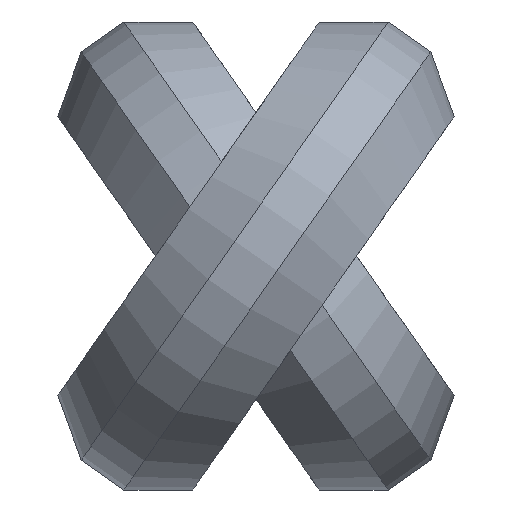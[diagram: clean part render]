
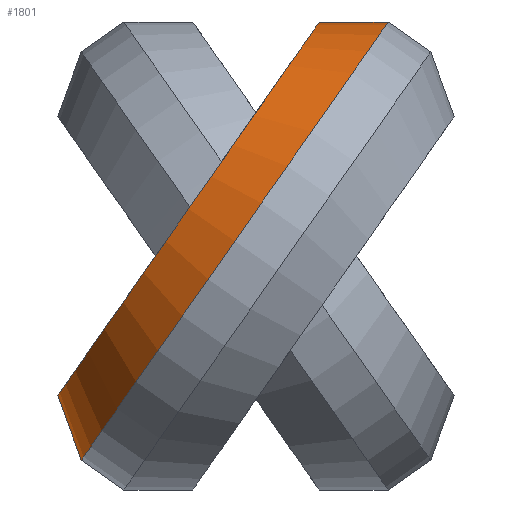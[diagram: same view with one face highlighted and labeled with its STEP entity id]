
A CAD part, left-side view. The second image highlights one B-rep face of the part: STEP entity #1801.
In plain terms, the highlighted face is a revolution surface.
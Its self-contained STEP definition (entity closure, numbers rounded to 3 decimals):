
#1742 = VERTEX_POINT('',#1743);
#1743 = CARTESIAN_POINT('',(-38.5,8.49,
    -9.926));
#1772 = EDGE_CURVE('',#1742,#1773,#1775,.T.);
#1773 = VERTEX_POINT('',#1774);
#1774 = CARTESIAN_POINT('',(-38.5,-6.423,
    11.372));
#1775 = CIRCLE('',#1776,13.);
#1776 = AXIS2_PLACEMENT_3D('',#1777,#1778,#1779);
#1777 = CARTESIAN_POINT('',(-38.5,1.033,0.723));
#1778 = DIRECTION('',(0.,0.819,0.574)
  );
#1779 = DIRECTION('',(-1.,0.,0.));
#1801 = ADVANCED_FACE('',(#1802),#1828,.F.);
#1802 = FACE_BOUND('',#1803,.F.);
#1803 = EDGE_LOOP('',(#1804,#1815,#1821,#1822));
#1804 = ORIENTED_EDGE('',*,*,#1805,.T.);
#1805 = EDGE_CURVE('',#1806,#1808,#1810,.T.);
#1806 = VERTEX_POINT('',#1807);
#1807 = CARTESIAN_POINT('',(-38.5,9.633,
    -6.784));
#1808 = VERTEX_POINT('',#1809);
#1809 = CARTESIAN_POINT('',(-38.5,-3.08,
    11.372));
#1810 = CIRCLE('',#1811,11.082);
#1811 = AXIS2_PLACEMENT_3D('',#1812,#1813,#1814);
#1812 = CARTESIAN_POINT('',(-38.5,3.277,2.294));
#1813 = DIRECTION('',(0.,0.819,0.574)
  );
#1814 = DIRECTION('',(-1.,0.,0.));
#1815 = ORIENTED_EDGE('',*,*,#1816,.T.);
#1816 = EDGE_CURVE('',#1808,#1773,#1817,.T.);
#1817 = LINE('',#1818,#1819);
#1818 = CARTESIAN_POINT('',(-38.5,-6.423,
    11.372));
#1819 = VECTOR('',#1820,1.);
#1820 = DIRECTION('',(0.,-1.,0.));
#1821 = ORIENTED_EDGE('',*,*,#1772,.F.);
#1822 = ORIENTED_EDGE('',*,*,#1823,.F.);
#1823 = EDGE_CURVE('',#1806,#1742,#1824,.T.);
#1824 = LINE('',#1825,#1826);
#1825 = CARTESIAN_POINT('',(-38.5,8.49,
    -9.926));
#1826 = VECTOR('',#1827,1.);
#1827 = DIRECTION('',(0.,-0.342,-0.94
    ));
#1828 = SURFACE_OF_REVOLUTION('',#1829,#1833);
#1829 = LINE('',#1830,#1831);
#1830 = CARTESIAN_POINT('',(-51.5,1.033,0.723));
#1831 = VECTOR('',#1832,1.);
#1832 = DIRECTION('',(-0.574,-0.671,-0.47));
#1833 = AXIS1_PLACEMENT('',#1834,#1835);
#1834 = CARTESIAN_POINT('',(-38.5,0.,
    0.));
#1835 = DIRECTION('',(0.,0.819,0.574)
  );
